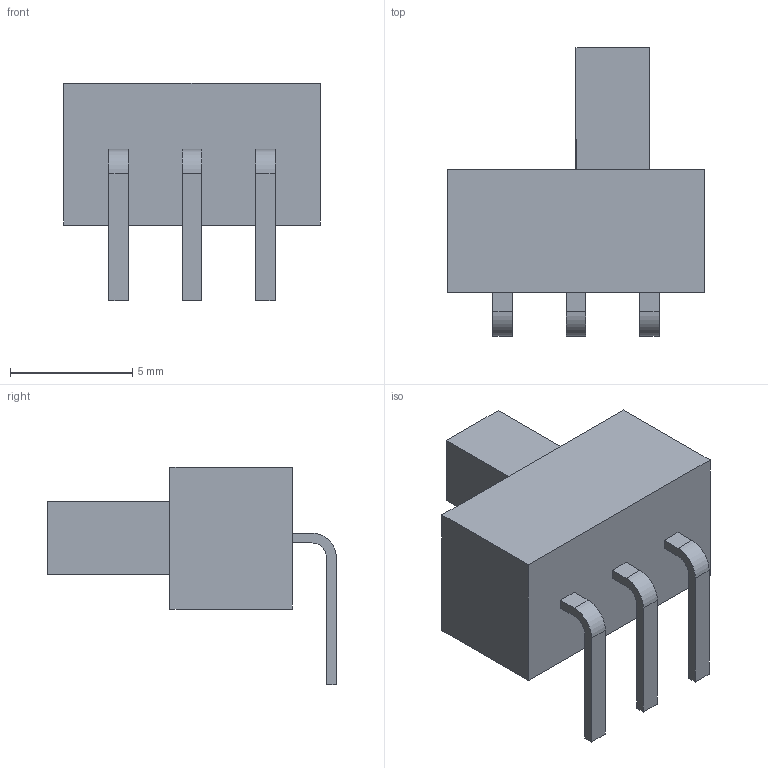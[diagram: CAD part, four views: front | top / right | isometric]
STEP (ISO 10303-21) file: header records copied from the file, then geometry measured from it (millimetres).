
FILE_DESCRIPTION (( 'STEP AP214' ), '1' );
FILE_NAME ('Switch SS12F21G5-G.STEP', '2018-05-23T15:32:58', ( '' ), ( '' ), 'SwSTEP 2.0', 'SolidWorks 2018', '' );
FILE_SCHEMA (( 'AUTOMOTIVE_DESIGN' ));
Length unit declared in the file: millimetre
Products named in the file (1): Switch SS12F21G5-G
Bounding box: 10.5 x 11.8 x 8.9 mm (x, y, z)
Volume: 352 mm3; surface area: 403 mm2
Topology: 1 solids, 1 shells, 42 faces, 106 edges, 70 vertices
Faces by surface type: plane 36, cylinder 6
Entity records: 1577 total; most frequent: CARTESIAN_POINT 219, ORIENTED_EDGE 212, DIRECTION 204, EDGE_CURVE 106, LINE 94, VECTOR 94, VERTEX_POINT 70, AXIS2_PLACEMENT_3D 55
